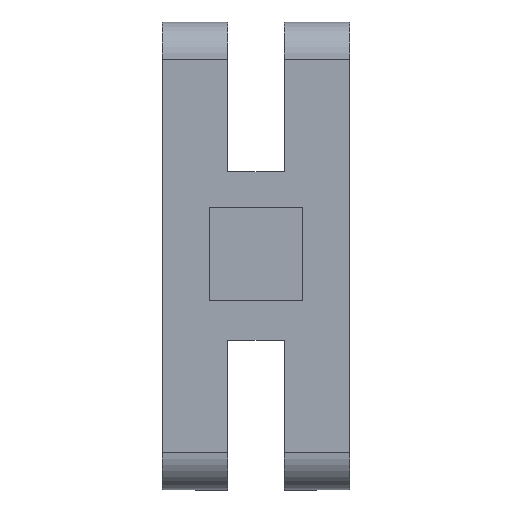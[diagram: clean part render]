
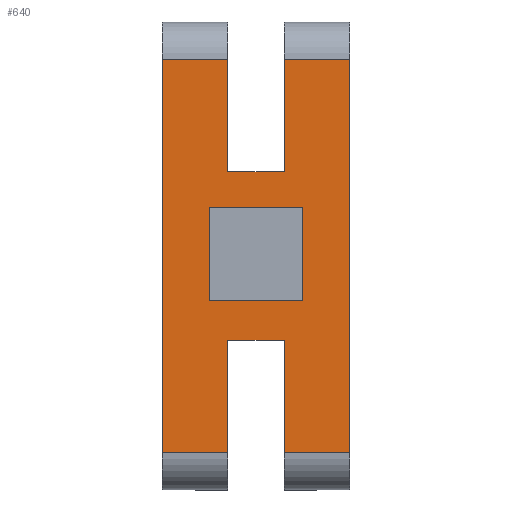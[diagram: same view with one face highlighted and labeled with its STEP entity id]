
A CAD part, front view. The second image highlights one B-rep face of the part: STEP entity #640.
In plain terms, the highlighted planar face has unit normal (0, -1, 0).
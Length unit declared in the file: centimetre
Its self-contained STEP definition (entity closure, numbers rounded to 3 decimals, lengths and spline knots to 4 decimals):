
#5 = VERTEX_POINT ( 'NONE', #270 ) ;
#9 = DIRECTION ( 'NONE',  ( -1., 0., 0. ) ) ;
#15 = VERTEX_POINT ( 'NONE', #247 ) ;
#18 = VECTOR ( 'NONE', #277, 100. ) ;
#27 = CARTESIAN_POINT ( 'NONE',  ( 0.5, -0.35, -1.05 ) ) ;
#46 = EDGE_CURVE ( 'NONE', #5, #656, #807, .T. ) ;
#49 = VERTEX_POINT ( 'NONE', #434 ) ;
#64 = VECTOR ( 'NONE', #504, 100. ) ;
#72 = ORIENTED_EDGE ( 'NONE', *, *, #1017, .F. ) ;
#76 = PLANE ( 'NONE',  #208 ) ;
#84 = CARTESIAN_POINT ( 'NONE',  ( -0.5, -0.35, -1.05 ) ) ;
#91 = CARTESIAN_POINT ( 'NONE',  ( 0.15, -0.35, -1.05 ) ) ;
#107 = ORIENTED_EDGE ( 'NONE', *, *, #1182, .F. ) ;
#116 = DIRECTION ( 'NONE',  ( 1., 0., 0. ) ) ;
#130 = VECTOR ( 'NONE', #370, 100. ) ;
#135 = EDGE_CURVE ( 'NONE', #15, #611, #367, .T. ) ;
#137 = ORIENTED_EDGE ( 'NONE', *, *, #762, .T. ) ;
#142 = DIRECTION ( 'NONE',  ( 0., 0., 1. ) ) ;
#166 = VERTEX_POINT ( 'NONE', #469 ) ;
#168 = CARTESIAN_POINT ( 'NONE',  ( 0.15, -0.35, -0.45 ) ) ;
#171 = LINE ( 'NONE', #913, #396 ) ;
#172 = CARTESIAN_POINT ( 'NONE',  ( 0.15, -0.35, 0.45 ) ) ;
#181 = VERTEX_POINT ( 'NONE', #91 ) ;
#185 = VERTEX_POINT ( 'NONE', #749 ) ;
#196 = DIRECTION ( 'NONE',  ( -1., 0., 0. ) ) ;
#198 = ORIENTED_EDGE ( 'NONE', *, *, #747, .F. ) ;
#208 = AXIS2_PLACEMENT_3D ( 'NONE', #441, #361, #732 ) ;
#247 = CARTESIAN_POINT ( 'NONE',  ( -0.15, -0.35, 1.05 ) ) ;
#262 = LINE ( 'NONE', #633, #345 ) ;
#270 = CARTESIAN_POINT ( 'NONE',  ( 0.15, -0.35, 1.05 ) ) ;
#272 = LINE ( 'NONE', #453, #130 ) ;
#275 = EDGE_CURVE ( 'NONE', #532, #49, #781, .T. ) ;
#277 = DIRECTION ( 'NONE',  ( 1., 0., 0. ) ) ;
#299 = ORIENTED_EDGE ( 'NONE', *, *, #639, .T. ) ;
#331 = CARTESIAN_POINT ( 'NONE',  ( -0.25, -0.35, 0.2605 ) ) ;
#345 = VECTOR ( 'NONE', #816, 100. ) ;
#350 = FACE_BOUND ( 'NONE', #1004, .T. ) ;
#354 = CARTESIAN_POINT ( 'NONE',  ( -0.5, -0.35, 1.05 ) ) ;
#359 = VERTEX_POINT ( 'NONE', #573 ) ;
#361 = DIRECTION ( 'NONE',  ( 0., 1., 0. ) ) ;
#366 = EDGE_LOOP ( 'NONE', ( #1145, #777, #1112, #904, #137, #1039, #424, #1178, #729, #299, #107, #494 ) ) ;
#367 = LINE ( 'NONE', #462, #1164 ) ;
#370 = DIRECTION ( 'NONE',  ( 0., 0., 1. ) ) ;
#396 = VECTOR ( 'NONE', #823, 100. ) ;
#406 = VERTEX_POINT ( 'NONE', #168 ) ;
#413 = CARTESIAN_POINT ( 'NONE',  ( -0.25, -0.35, -0.2395 ) ) ;
#424 = ORIENTED_EDGE ( 'NONE', *, *, #608, .T. ) ;
#428 = CARTESIAN_POINT ( 'NONE',  ( 0.15, -0.35, -1.05 ) ) ;
#434 = CARTESIAN_POINT ( 'NONE',  ( -0.25, -0.35, 0.2605 ) ) ;
#441 = CARTESIAN_POINT ( 'NONE',  ( 0.5, -0.35, -1.05 ) ) ;
#442 = DIRECTION ( 'NONE',  ( 0., 0., 1. ) ) ;
#446 = VECTOR ( 'NONE', #442, 100. ) ;
#453 = CARTESIAN_POINT ( 'NONE',  ( 0.25, -0.35, 0.2605 ) ) ;
#462 = CARTESIAN_POINT ( 'NONE',  ( 0.5, -0.35, 1.05 ) ) ;
#466 = LINE ( 'NONE', #837, #1022 ) ;
#469 = CARTESIAN_POINT ( 'NONE',  ( -0.5, -0.35, -1.05 ) ) ;
#482 = VECTOR ( 'NONE', #833, 100. ) ;
#494 = ORIENTED_EDGE ( 'NONE', *, *, #737, .T. ) ;
#497 = CARTESIAN_POINT ( 'NONE',  ( 0.25, -0.35, 0.2605 ) ) ;
#504 = DIRECTION ( 'NONE',  ( -1., 0., 0. ) ) ;
#510 = EDGE_CURVE ( 'NONE', #406, #181, #712, .T. ) ;
#524 = VERTEX_POINT ( 'NONE', #1059 ) ;
#532 = VERTEX_POINT ( 'NONE', #497 ) ;
#556 = VECTOR ( 'NONE', #808, 100. ) ;
#559 = CARTESIAN_POINT ( 'NONE',  ( 0.5, -0.35, -1.05 ) ) ;
#573 = CARTESIAN_POINT ( 'NONE',  ( 0.5, -0.35, -1.05 ) ) ;
#580 = CARTESIAN_POINT ( 'NONE',  ( 0.5, -0.35, -0.45 ) ) ;
#583 = EDGE_CURVE ( 'NONE', #359, #181, #262, .T. ) ;
#586 = VECTOR ( 'NONE', #775, 100. ) ;
#590 = DIRECTION ( 'NONE',  ( 0., 0., -1. ) ) ;
#608 = EDGE_CURVE ( 'NONE', #656, #1126, #171, .T. ) ;
#611 = VERTEX_POINT ( 'NONE', #354 ) ;
#618 = VECTOR ( 'NONE', #1083, 100. ) ;
#633 = CARTESIAN_POINT ( 'NONE',  ( 0.5, -0.35, -1.05 ) ) ;
#639 = EDGE_CURVE ( 'NONE', #611, #166, #920, .T. ) ;
#640 = ADVANCED_FACE ( 'NONE', ( #1199, #350 ), #76, .F. ) ;
#650 = LINE ( 'NONE', #559, #482 ) ;
#656 = VERTEX_POINT ( 'NONE', #172 ) ;
#657 = EDGE_CURVE ( 'NONE', #1194, #532, #272, .T. ) ;
#659 = LINE ( 'NONE', #27, #64 ) ;
#662 = VECTOR ( 'NONE', #800, 100. ) ;
#712 = LINE ( 'NONE', #765, #931 ) ;
#722 = EDGE_CURVE ( 'NONE', #185, #359, #650, .T. ) ;
#727 = CARTESIAN_POINT ( 'NONE',  ( -0.15, -0.35, -1.05 ) ) ;
#729 = ORIENTED_EDGE ( 'NONE', *, *, #135, .T. ) ;
#732 = DIRECTION ( 'NONE',  ( 0., 0., 1. ) ) ;
#737 = EDGE_CURVE ( 'NONE', #885, #524, #1125, .T. ) ;
#747 = EDGE_CURVE ( 'NONE', #1186, #1194, #1205, .T. ) ;
#749 = CARTESIAN_POINT ( 'NONE',  ( 0.5, -0.35, 1.05 ) ) ;
#762 = EDGE_CURVE ( 'NONE', #185, #5, #466, .T. ) ;
#765 = CARTESIAN_POINT ( 'NONE',  ( 0.15, -0.35, -1.05 ) ) ;
#775 = DIRECTION ( 'NONE',  ( -1., 0., 0. ) ) ;
#776 = LINE ( 'NONE', #331, #618 ) ;
#777 = ORIENTED_EDGE ( 'NONE', *, *, #510, .T. ) ;
#781 = LINE ( 'NONE', #1158, #586 ) ;
#796 = ORIENTED_EDGE ( 'NONE', *, *, #275, .F. ) ;
#800 = DIRECTION ( 'NONE',  ( 0., 0., -1. ) ) ;
#803 = CARTESIAN_POINT ( 'NONE',  ( -0.15, -0.35, -1.05 ) ) ;
#807 = LINE ( 'NONE', #428, #662 ) ;
#808 = DIRECTION ( 'NONE',  ( 0., 0., -1. ) ) ;
#816 = DIRECTION ( 'NONE',  ( -1., 0., 0. ) ) ;
#823 = DIRECTION ( 'NONE',  ( -1., 0., 0. ) ) ;
#825 = EDGE_CURVE ( 'NONE', #524, #406, #1057, .T. ) ;
#833 = DIRECTION ( 'NONE',  ( 0., 0., -1. ) ) ;
#837 = CARTESIAN_POINT ( 'NONE',  ( 0.5, -0.35, 1.05 ) ) ;
#849 = VECTOR ( 'NONE', #116, 100. ) ;
#885 = VERTEX_POINT ( 'NONE', #1134 ) ;
#904 = ORIENTED_EDGE ( 'NONE', *, *, #722, .F. ) ;
#913 = CARTESIAN_POINT ( 'NONE',  ( 0.5, -0.35, 0.45 ) ) ;
#920 = LINE ( 'NONE', #84, #556 ) ;
#929 = ORIENTED_EDGE ( 'NONE', *, *, #657, .F. ) ;
#931 = VECTOR ( 'NONE', #590, 100. ) ;
#948 = CARTESIAN_POINT ( 'NONE',  ( -0.15, -0.35, 0.45 ) ) ;
#978 = CARTESIAN_POINT ( 'NONE',  ( 0.25, -0.35, -0.2395 ) ) ;
#984 = LINE ( 'NONE', #803, #1096 ) ;
#1004 = EDGE_LOOP ( 'NONE', ( #72, #796, #929, #198 ) ) ;
#1017 = EDGE_CURVE ( 'NONE', #49, #1186, #776, .T. ) ;
#1022 = VECTOR ( 'NONE', #9, 100. ) ;
#1030 = EDGE_CURVE ( 'NONE', #1126, #15, #984, .T. ) ;
#1033 = CARTESIAN_POINT ( 'NONE',  ( 0.25, -0.35, -0.2395 ) ) ;
#1039 = ORIENTED_EDGE ( 'NONE', *, *, #46, .T. ) ;
#1057 = LINE ( 'NONE', #580, #849 ) ;
#1059 = CARTESIAN_POINT ( 'NONE',  ( -0.15, -0.35, -0.45 ) ) ;
#1083 = DIRECTION ( 'NONE',  ( 0., 0., -1. ) ) ;
#1096 = VECTOR ( 'NONE', #142, 100. ) ;
#1112 = ORIENTED_EDGE ( 'NONE', *, *, #583, .F. ) ;
#1125 = LINE ( 'NONE', #727, #446 ) ;
#1126 = VERTEX_POINT ( 'NONE', #948 ) ;
#1134 = CARTESIAN_POINT ( 'NONE',  ( -0.15, -0.35, -1.05 ) ) ;
#1145 = ORIENTED_EDGE ( 'NONE', *, *, #825, .T. ) ;
#1158 = CARTESIAN_POINT ( 'NONE',  ( 0.25, -0.35, 0.2605 ) ) ;
#1164 = VECTOR ( 'NONE', #196, 100. ) ;
#1178 = ORIENTED_EDGE ( 'NONE', *, *, #1030, .T. ) ;
#1182 = EDGE_CURVE ( 'NONE', #885, #166, #659, .T. ) ;
#1186 = VERTEX_POINT ( 'NONE', #413 ) ;
#1194 = VERTEX_POINT ( 'NONE', #978 ) ;
#1199 = FACE_OUTER_BOUND ( 'NONE', #366, .T. ) ;
#1205 = LINE ( 'NONE', #1033, #18 ) ;
